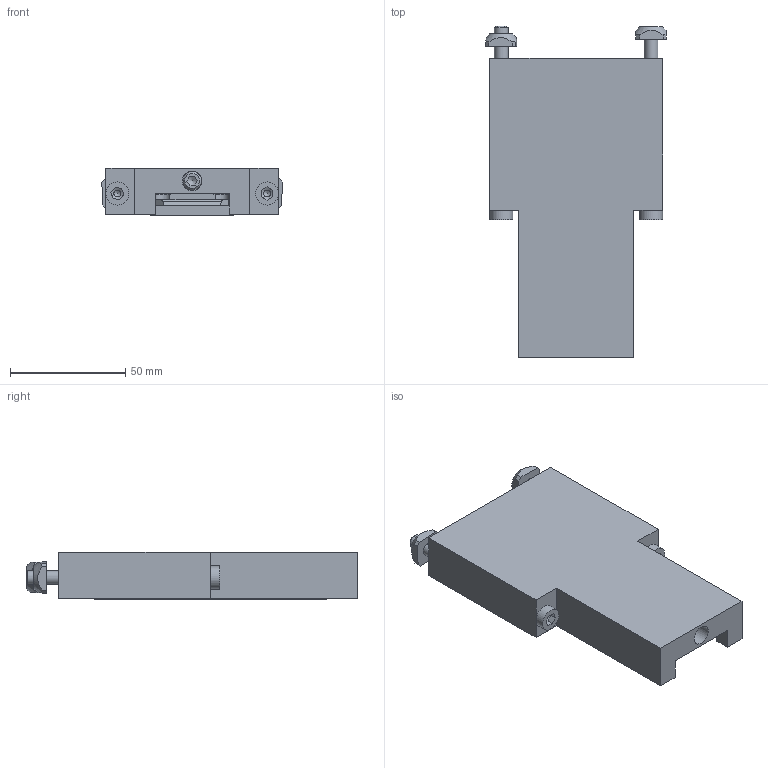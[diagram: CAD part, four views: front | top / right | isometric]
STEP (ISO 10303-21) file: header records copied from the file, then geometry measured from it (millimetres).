
FILE_DESCRIPTION(/* description */ ('Zahnriemenspanner verstärkte Ausführung zu Laufwagen LW90 und breiter'),/* implementation_level */ '2;1');
FILE_NAME(/* name */ 'ZEI_CAD_280386-0-REV00_#SALL_#AIN_#V1.step',/* time_stamp */ '2022-10-10T07:04:01+02:00',/* author */ ('MiniTec'),/* organization */ ('MiniTec GmbH & Co.KG'),/* preprocessor_version */ 'ST-DEVELOPER v18.1',/* originating_system */ 'Autodesk Inventor 2021',/* authorisation */ '');
FILE_SCHEMA (('CONFIG_CONTROL_DESIGN'));
Length unit declared in the file: millimetre
Products named in the file (7): 28-0386-0FZ.000; 28-0387-0FZ.000; 28-0123-3FZ.000; 28-0123-2FZ.001; leer; leer_1; 21-1351-0FZ.004
Assembly tree (8 placements, depth 2):
  28-0386-0FZ.000
    28-0387-0FZ.000
    28-0123-3FZ.000
    28-0123-2FZ.001
    leer
    leer_1  x2
    21-1351-0FZ.004  x2
Bounding box: 78.36 x 144 x 20.7 mm (x, y, z)
Volume: 136856.9 mm3; surface area: 58074 mm2
Topology: 8 solids, 8 shells, 236 faces, 619 edges, 401 vertices
Faces by surface type: plane 167, cylinder 58, cone 11
Full cylindrical faces by diameter (mm): 3 x2, 6 x4, 6.6 x2, 6.647 x1, 8 x1, 8.5 x1, 10 x2
Entity records: 6702 total; most frequent: CARTESIAN_POINT 1185, ORIENTED_EDGE 1106, DIRECTION 1097, EDGE_CURVE 553, LINE 411, VECTOR 411, VERTEX_POINT 359, AXIS2_PLACEMENT_3D 343
